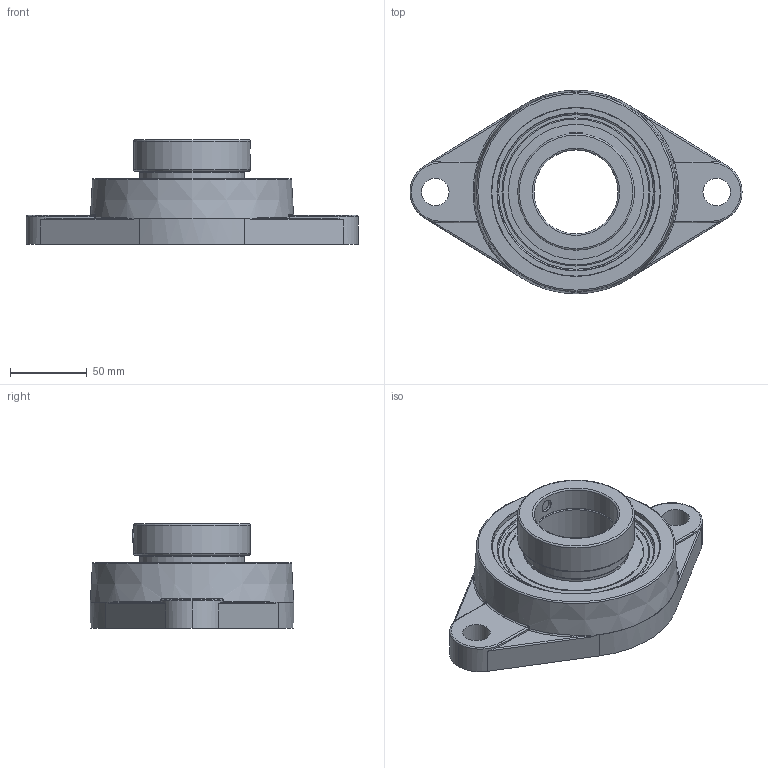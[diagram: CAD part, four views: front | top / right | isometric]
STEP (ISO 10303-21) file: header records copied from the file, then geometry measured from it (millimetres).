
FILE_DESCRIPTION(('HOOPS Exchange Step'),'2;1');
FILE_NAME('export-E446FFEE-B7A0-4A50-8251-1B182DDFD7B2.stp','2020-05-18T15:51:29-07:00',('dkerr'),('Alibre'),'HOOPS Exchange 2020.0','Alibre','Unknown authorisation');
FILE_SCHEMA( ('AP242_MANAGED_MODEL_BASED_3D_ENGINEERING_MIM_LF {1 0 10303 442 1 1 4 }') );
Length unit declared in the file: inch
Products named in the file (8): MRN SFTM L4L 211; SNC 211 (Ball Bearing); SNC 211 (Shield); SNC 211 (Setscrew); SNC 211 (Collar); SNC 211 L4L (55mm) (Race); MRN SNC 211 L4L (55mm); MRN SNCSFTM 211 L4L (55mm)
Assembly tree (8 placements, depth 3):
  MRN SNCSFTM 211 L4L (55mm)
    MRN SFTM L4L 211
    MRN SNC 211 L4L (55mm)
      SNC 211 (Ball Bearing)
      SNC 211 (Shield)  x2
      SNC 211 (Setscrew)
      SNC 211 (Collar)
      SNC 211 L4L (55mm) (Race)
Bounding box: 217 x 133 x 68.6 mm (x, y, z)
Volume: 470105.2 mm3; surface area: 127509.1 mm2
Topology: 17 solids, 17 shells, 171 faces, 457 edges, 297 vertices
Faces by surface type: plane 51, cylinder 48, torus 26, sphere 17, bspline 16, cone 13
Full cylindrical faces by diameter (mm): 8.382 x3, 18 x2, 55 x2, 64.973 x2, 68.58 x4, 69.342 x2, 76.2 x1, 87.884 x2, 88.392 x2, 102.825 x1, 104.825 x1, 110.1 x1
Entity records: 12541 total; most frequent: CARTESIAN_POINT 8284, DIRECTION 891, ORIENTED_EDGE 820, EDGE_CURVE 410, AXIS2_PLACEMENT_3D 388, VERTEX_POINT 283, CIRCLE 216, EDGE_LOOP 185
